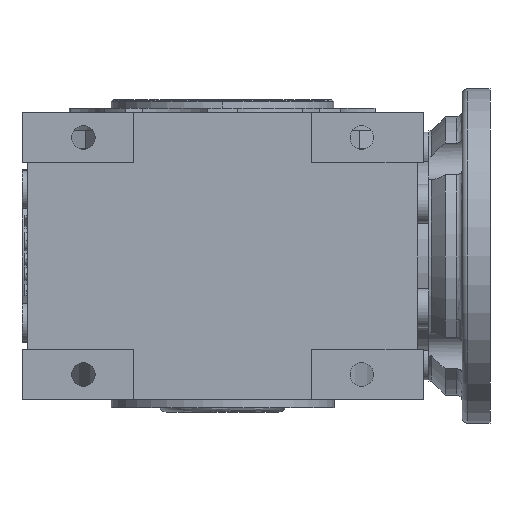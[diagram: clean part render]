
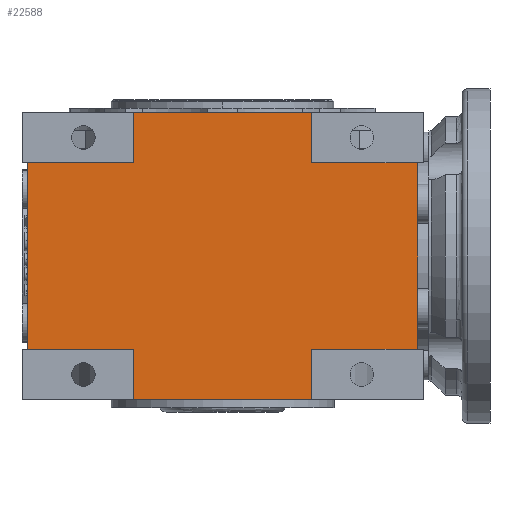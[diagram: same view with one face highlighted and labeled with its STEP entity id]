
A CAD part, front view. The second image highlights one B-rep face of the part: STEP entity #22588.
In plain terms, the highlighted planar face has unit normal (0, -1, 0).
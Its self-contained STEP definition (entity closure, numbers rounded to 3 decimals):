
#2400 = VERTEX_POINT ( 'NONE', #7140 ) ;
#2613 = EDGE_CURVE ( 'NONE', #2614, #2400, #7545, .T. ) ;
#2614 = VERTEX_POINT ( 'NONE', #7536 ) ;
#2896 = EDGE_CURVE ( 'NONE', #2897, #2937, #8056, .T. ) ;
#2897 = VERTEX_POINT ( 'NONE', #7910 ) ;
#2924 = VERTEX_POINT ( 'NONE', #7956 ) ;
#2933 = EDGE_CURVE ( 'NONE', #3108, #2614, #8080, .T. ) ;
#2936 = EDGE_CURVE ( 'NONE', #2924, #3108, #8073, .T. ) ;
#2937 = VERTEX_POINT ( 'NONE', #8068 ) ;
#2991 = VERTEX_POINT ( 'NONE', #8196 ) ;
#2993 = EDGE_CURVE ( 'NONE', #2400, #2991, #8195, .T. ) ;
#3048 = EDGE_CURVE ( 'NONE', #3049, #3057, #8254, .T. ) ;
#3049 = VERTEX_POINT ( 'NONE', #8250 ) ;
#3057 = VERTEX_POINT ( 'NONE', #8149 ) ;
#3098 = EDGE_CURVE ( 'NONE', #3099, #2897, #8437, .T. ) ;
#3099 = VERTEX_POINT ( 'NONE', #8332 ) ;
#3108 = VERTEX_POINT ( 'NONE', #8374 ) ;
#7140 = CARTESIAN_POINT ( 'NONE',  ( -70., -70., -33.5 ) ) ;
#7536 = CARTESIAN_POINT ( 'NONE',  ( -70., -70., 33.5 ) ) ;
#7537 = DIRECTION ( 'NONE',  ( 0., 0., -1. ) ) ;
#7538 = VECTOR ( 'NONE', #7537, 1000. ) ;
#7539 = CARTESIAN_POINT ( 'NONE',  ( -70., -70., -33.5 ) ) ;
#7545 = LINE ( 'NONE', #7539, #7538 ) ;
#7910 = CARTESIAN_POINT ( 'NONE',  ( 32., -70., 33.5 ) ) ;
#7911 = DIRECTION ( 'NONE',  ( 0., 0., 1. ) ) ;
#7912 = VECTOR ( 'NONE', #7911, 1000. ) ;
#7913 = CARTESIAN_POINT ( 'NONE',  ( 32., -70., -33.5 ) ) ;
#7956 = CARTESIAN_POINT ( 'NONE',  ( -32., -70., 51.5 ) ) ;
#8056 = LINE ( 'NONE', #7913, #7912 ) ;
#8068 = CARTESIAN_POINT ( 'NONE',  ( 32., -70., 51.5 ) ) ;
#8070 = DIRECTION ( 'NONE',  ( 0., 0., -1. ) ) ;
#8071 = VECTOR ( 'NONE', #8070, 1000. ) ;
#8072 = CARTESIAN_POINT ( 'NONE',  ( -32., -70., -33.5 ) ) ;
#8073 = LINE ( 'NONE', #8072, #8071 ) ;
#8074 = DIRECTION ( 'NONE',  ( -1., 0., 0. ) ) ;
#8075 = VECTOR ( 'NONE', #8074, 1000. ) ;
#8076 = CARTESIAN_POINT ( 'NONE',  ( -85.873, -70., 33.5 ) ) ;
#8080 = LINE ( 'NONE', #8076, #8075 ) ;
#8149 = CARTESIAN_POINT ( 'NONE',  ( 70., -70., -33.5 ) ) ;
#8192 = DIRECTION ( 'NONE',  ( 1., 0., 0. ) ) ;
#8193 = VECTOR ( 'NONE', #8192, 1000. ) ;
#8194 = CARTESIAN_POINT ( 'NONE',  ( -85.873, -70., -33.5 ) ) ;
#8195 = LINE ( 'NONE', #8194, #8193 ) ;
#8196 = CARTESIAN_POINT ( 'NONE',  ( -32., -70., -33.5 ) ) ;
#8250 = CARTESIAN_POINT ( 'NONE',  ( 32., -70., -33.5 ) ) ;
#8251 = DIRECTION ( 'NONE',  ( 1., 0., 0. ) ) ;
#8252 = VECTOR ( 'NONE', #8251, 1000. ) ;
#8253 = CARTESIAN_POINT ( 'NONE',  ( -85.873, -70., -33.5 ) ) ;
#8254 = LINE ( 'NONE', #8253, #8252 ) ;
#8332 = CARTESIAN_POINT ( 'NONE',  ( 70., -70., 33.5 ) ) ;
#8333 = DIRECTION ( 'NONE',  ( -1., 0., 0. ) ) ;
#8374 = CARTESIAN_POINT ( 'NONE',  ( -32., -70., 33.5 ) ) ;
#8435 = VECTOR ( 'NONE', #8333, 1000. ) ;
#8436 = CARTESIAN_POINT ( 'NONE',  ( -85.873, -70., 33.5 ) ) ;
#8437 = LINE ( 'NONE', #8436, #8435 ) ;
#14109 = DIRECTION ( 'NONE',  ( -1., 0., 0. ) ) ;
#14110 = VECTOR ( 'NONE', #14109, 1000. ) ;
#14111 = CARTESIAN_POINT ( 'NONE',  ( -85.873, -70., 51.5 ) ) ;
#14112 = LINE ( 'NONE', #14111, #14110 ) ;
#14377 = DIRECTION ( 'NONE',  ( 0., 0., -1. ) ) ;
#14378 = VECTOR ( 'NONE', #14377, 1000. ) ;
#14379 = PLANE ( 'NONE',  #14409 ) ;
#14380 = FACE_OUTER_BOUND ( 'NONE', #22738, .T. ) ;
#14406 = DIRECTION ( 'NONE',  ( 0., 0., -1. ) ) ;
#14407 = DIRECTION ( 'NONE',  ( 0., -1., 0. ) ) ;
#14408 = CARTESIAN_POINT ( 'NONE',  ( -85.873, -70., -33.5 ) ) ;
#14409 = AXIS2_PLACEMENT_3D ( 'NONE', #14408, #14407, #14406 ) ;
#14433 = CARTESIAN_POINT ( 'NONE',  ( 70., -70., 0. ) ) ;
#14434 = LINE ( 'NONE', #14433, #14378 ) ;
#14621 = DIRECTION ( 'NONE',  ( 0., 0., 1. ) ) ;
#14622 = VECTOR ( 'NONE', #14621, 1000. ) ;
#14623 = CARTESIAN_POINT ( 'NONE',  ( 32., -70., 60.098 ) ) ;
#14624 = LINE ( 'NONE', #14623, #14622 ) ;
#14651 = CARTESIAN_POINT ( 'NONE',  ( -32., -70., -51.5 ) ) ;
#14675 = CARTESIAN_POINT ( 'NONE',  ( 32., -70., -51.5 ) ) ;
#14676 = DIRECTION ( 'NONE',  ( 1., 0., 0. ) ) ;
#14677 = VECTOR ( 'NONE', #14676, 1000. ) ;
#14678 = CARTESIAN_POINT ( 'NONE',  ( -72., -70., -51.5 ) ) ;
#14679 = LINE ( 'NONE', #14678, #14677 ) ;
#14728 = DIRECTION ( 'NONE',  ( 0., 0., -1. ) ) ;
#14776 = VECTOR ( 'NONE', #14728, 1000. ) ;
#14777 = CARTESIAN_POINT ( 'NONE',  ( -32., -70., -33.5 ) ) ;
#14778 = LINE ( 'NONE', #14777, #14776 ) ;
#22469 = EDGE_CURVE ( 'NONE', #2937, #2924, #14112, .T. ) ;
#22588 = ADVANCED_FACE ( 'NONE', ( #14380 ), #14379, .T. ) ;
#22589 = ORIENTED_EDGE ( 'NONE', *, *, #3048, .T. ) ;
#22590 = ORIENTED_EDGE ( 'NONE', *, *, #22635, .F. ) ;
#22635 = EDGE_CURVE ( 'NONE', #3099, #3057, #14434, .T. ) ;
#22636 = ORIENTED_EDGE ( 'NONE', *, *, #3098, .T. ) ;
#22637 = ORIENTED_EDGE ( 'NONE', *, *, #2896, .T. ) ;
#22638 = ORIENTED_EDGE ( 'NONE', *, *, #22469, .T. ) ;
#22639 = ORIENTED_EDGE ( 'NONE', *, *, #2936, .T. ) ;
#22640 = ORIENTED_EDGE ( 'NONE', *, *, #2933, .T. ) ;
#22699 = VERTEX_POINT ( 'NONE', #14651 ) ;
#22738 = EDGE_LOOP ( 'NONE', ( #22589, #22590, #22636, #22637, #22638, #22639, #22640, #22771, #22755, #22802, #22772, #22770 ) ) ;
#22755 = ORIENTED_EDGE ( 'NONE', *, *, #2993, .T. ) ;
#22761 = EDGE_CURVE ( 'NONE', #22774, #3049, #14624, .T. ) ;
#22770 = ORIENTED_EDGE ( 'NONE', *, *, #22761, .T. ) ;
#22771 = ORIENTED_EDGE ( 'NONE', *, *, #2613, .T. ) ;
#22772 = ORIENTED_EDGE ( 'NONE', *, *, #22773, .T. ) ;
#22773 = EDGE_CURVE ( 'NONE', #22699, #22774, #14679, .T. ) ;
#22774 = VERTEX_POINT ( 'NONE', #14675 ) ;
#22802 = ORIENTED_EDGE ( 'NONE', *, *, #22824, .T. ) ;
#22824 = EDGE_CURVE ( 'NONE', #2991, #22699, #14778, .T. ) ;
